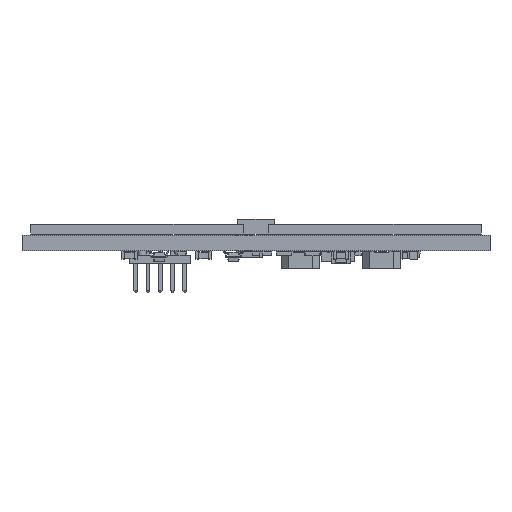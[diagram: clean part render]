
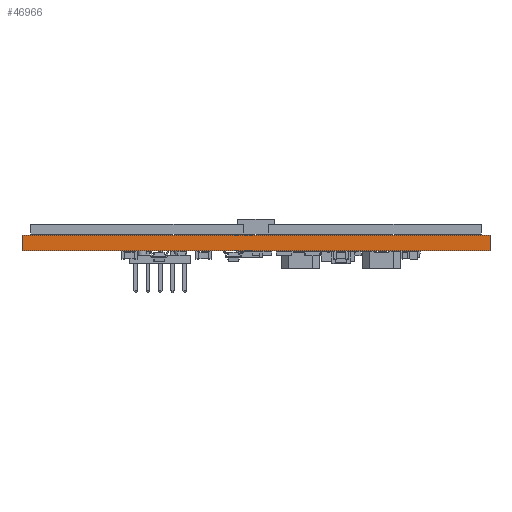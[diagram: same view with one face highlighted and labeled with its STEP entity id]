
A CAD part, front view. The second image highlights one B-rep face of the part: STEP entity #46966.
In plain terms, the highlighted planar face has unit normal (0, -1, 0).
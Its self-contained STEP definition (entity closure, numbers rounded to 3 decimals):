
#46785 = PLANE('',#46786);
#46786 = AXIS2_PLACEMENT_3D('',#46787,#46788,#46789);
#46787 = CARTESIAN_POINT('',(130.9,-42.3,0.));
#46788 = DIRECTION('',(1.,0.,-0.));
#46789 = DIRECTION('',(0.,-1.,0.));
#46810 = VERTEX_POINT('',#46811);
#46811 = CARTESIAN_POINT('',(130.9,-90.7,1.6));
#46825 = PLANE('',#46826);
#46826 = AXIS2_PLACEMENT_3D('',#46827,#46828,#46829);
#46827 = CARTESIAN_POINT('',(106.7,-66.5,1.6));
#46828 = DIRECTION('',(-0.,-0.,-1.));
#46829 = DIRECTION('',(-1.,0.,0.));
#46837 = EDGE_CURVE('',#46838,#46810,#46840,.T.);
#46838 = VERTEX_POINT('',#46839);
#46839 = CARTESIAN_POINT('',(130.9,-90.7,0.));
#46840 = SURFACE_CURVE('',#46841,(#46845,#46852),.PCURVE_S1.);
#46841 = LINE('',#46842,#46843);
#46842 = CARTESIAN_POINT('',(130.9,-90.7,0.));
#46843 = VECTOR('',#46844,1.);
#46844 = DIRECTION('',(0.,0.,1.));
#46845 = PCURVE('',#46785,#46846);
#46846 = DEFINITIONAL_REPRESENTATION('',(#46847),#46851);
#46847 = LINE('',#46848,#46849);
#46848 = CARTESIAN_POINT('',(48.4,0.));
#46849 = VECTOR('',#46850,1.);
#46850 = DIRECTION('',(0.,-1.));
#46851 = ( GEOMETRIC_REPRESENTATION_CONTEXT(2) 
PARAMETRIC_REPRESENTATION_CONTEXT() REPRESENTATION_CONTEXT('2D SPACE',''
  ) );
#46852 = PCURVE('',#46853,#46858);
#46853 = PLANE('',#46854);
#46854 = AXIS2_PLACEMENT_3D('',#46855,#46856,#46857);
#46855 = CARTESIAN_POINT('',(130.9,-90.7,0.));
#46856 = DIRECTION('',(0.,-1.,0.));
#46857 = DIRECTION('',(-1.,0.,0.));
#46858 = DEFINITIONAL_REPRESENTATION('',(#46859),#46863);
#46859 = LINE('',#46860,#46861);
#46860 = CARTESIAN_POINT('',(0.,-0.));
#46861 = VECTOR('',#46862,1.);
#46862 = DIRECTION('',(0.,-1.));
#46863 = ( GEOMETRIC_REPRESENTATION_CONTEXT(2) 
PARAMETRIC_REPRESENTATION_CONTEXT() REPRESENTATION_CONTEXT('2D SPACE',''
  ) );
#46879 = PLANE('',#46880);
#46880 = AXIS2_PLACEMENT_3D('',#46881,#46882,#46883);
#46881 = CARTESIAN_POINT('',(106.7,-66.5,0.));
#46882 = DIRECTION('',(-0.,-0.,-1.));
#46883 = DIRECTION('',(-1.,0.,0.));
#46912 = PLANE('',#46913);
#46913 = AXIS2_PLACEMENT_3D('',#46914,#46915,#46916);
#46914 = CARTESIAN_POINT('',(82.5,-90.7,0.));
#46915 = DIRECTION('',(-1.,0.,0.));
#46916 = DIRECTION('',(0.,1.,0.));
#46966 = ADVANCED_FACE('',(#46967),#46853,.T.);
#46967 = FACE_BOUND('',#46968,.T.);
#46968 = EDGE_LOOP('',(#46969,#46970,#46993,#47016));
#46969 = ORIENTED_EDGE('',*,*,#46837,.T.);
#46970 = ORIENTED_EDGE('',*,*,#46971,.T.);
#46971 = EDGE_CURVE('',#46810,#46972,#46974,.T.);
#46972 = VERTEX_POINT('',#46973);
#46973 = CARTESIAN_POINT('',(82.5,-90.7,1.6));
#46974 = SURFACE_CURVE('',#46975,(#46979,#46986),.PCURVE_S1.);
#46975 = LINE('',#46976,#46977);
#46976 = CARTESIAN_POINT('',(130.9,-90.7,1.6));
#46977 = VECTOR('',#46978,1.);
#46978 = DIRECTION('',(-1.,0.,0.));
#46979 = PCURVE('',#46853,#46980);
#46980 = DEFINITIONAL_REPRESENTATION('',(#46981),#46985);
#46981 = LINE('',#46982,#46983);
#46982 = CARTESIAN_POINT('',(0.,-1.6));
#46983 = VECTOR('',#46984,1.);
#46984 = DIRECTION('',(1.,0.));
#46985 = ( GEOMETRIC_REPRESENTATION_CONTEXT(2) 
PARAMETRIC_REPRESENTATION_CONTEXT() REPRESENTATION_CONTEXT('2D SPACE',''
  ) );
#46986 = PCURVE('',#46825,#46987);
#46987 = DEFINITIONAL_REPRESENTATION('',(#46988),#46992);
#46988 = LINE('',#46989,#46990);
#46989 = CARTESIAN_POINT('',(-24.2,-24.2));
#46990 = VECTOR('',#46991,1.);
#46991 = DIRECTION('',(1.,0.));
#46992 = ( GEOMETRIC_REPRESENTATION_CONTEXT(2) 
PARAMETRIC_REPRESENTATION_CONTEXT() REPRESENTATION_CONTEXT('2D SPACE',''
  ) );
#46993 = ORIENTED_EDGE('',*,*,#46994,.F.);
#46994 = EDGE_CURVE('',#46995,#46972,#46997,.T.);
#46995 = VERTEX_POINT('',#46996);
#46996 = CARTESIAN_POINT('',(82.5,-90.7,0.));
#46997 = SURFACE_CURVE('',#46998,(#47002,#47009),.PCURVE_S1.);
#46998 = LINE('',#46999,#47000);
#46999 = CARTESIAN_POINT('',(82.5,-90.7,0.));
#47000 = VECTOR('',#47001,1.);
#47001 = DIRECTION('',(0.,0.,1.));
#47002 = PCURVE('',#46853,#47003);
#47003 = DEFINITIONAL_REPRESENTATION('',(#47004),#47008);
#47004 = LINE('',#47005,#47006);
#47005 = CARTESIAN_POINT('',(48.4,0.));
#47006 = VECTOR('',#47007,1.);
#47007 = DIRECTION('',(0.,-1.));
#47008 = ( GEOMETRIC_REPRESENTATION_CONTEXT(2) 
PARAMETRIC_REPRESENTATION_CONTEXT() REPRESENTATION_CONTEXT('2D SPACE',''
  ) );
#47009 = PCURVE('',#46912,#47010);
#47010 = DEFINITIONAL_REPRESENTATION('',(#47011),#47015);
#47011 = LINE('',#47012,#47013);
#47012 = CARTESIAN_POINT('',(0.,0.));
#47013 = VECTOR('',#47014,1.);
#47014 = DIRECTION('',(0.,-1.));
#47015 = ( GEOMETRIC_REPRESENTATION_CONTEXT(2) 
PARAMETRIC_REPRESENTATION_CONTEXT() REPRESENTATION_CONTEXT('2D SPACE',''
  ) );
#47016 = ORIENTED_EDGE('',*,*,#47017,.F.);
#47017 = EDGE_CURVE('',#46838,#46995,#47018,.T.);
#47018 = SURFACE_CURVE('',#47019,(#47023,#47030),.PCURVE_S1.);
#47019 = LINE('',#47020,#47021);
#47020 = CARTESIAN_POINT('',(130.9,-90.7,0.));
#47021 = VECTOR('',#47022,1.);
#47022 = DIRECTION('',(-1.,0.,0.));
#47023 = PCURVE('',#46853,#47024);
#47024 = DEFINITIONAL_REPRESENTATION('',(#47025),#47029);
#47025 = LINE('',#47026,#47027);
#47026 = CARTESIAN_POINT('',(0.,-0.));
#47027 = VECTOR('',#47028,1.);
#47028 = DIRECTION('',(1.,0.));
#47029 = ( GEOMETRIC_REPRESENTATION_CONTEXT(2) 
PARAMETRIC_REPRESENTATION_CONTEXT() REPRESENTATION_CONTEXT('2D SPACE',''
  ) );
#47030 = PCURVE('',#46879,#47031);
#47031 = DEFINITIONAL_REPRESENTATION('',(#47032),#47036);
#47032 = LINE('',#47033,#47034);
#47033 = CARTESIAN_POINT('',(-24.2,-24.2));
#47034 = VECTOR('',#47035,1.);
#47035 = DIRECTION('',(1.,0.));
#47036 = ( GEOMETRIC_REPRESENTATION_CONTEXT(2) 
PARAMETRIC_REPRESENTATION_CONTEXT() REPRESENTATION_CONTEXT('2D SPACE',''
  ) );
